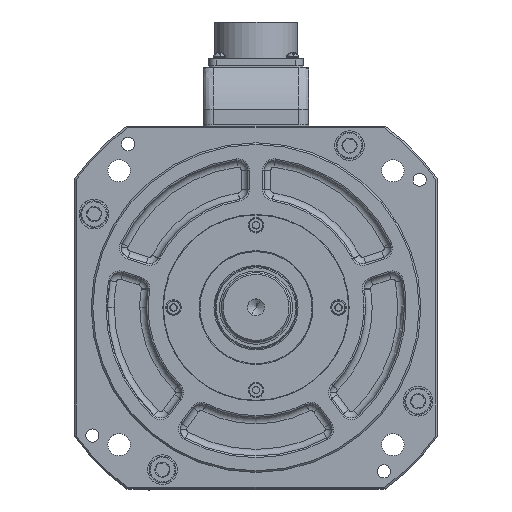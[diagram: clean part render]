
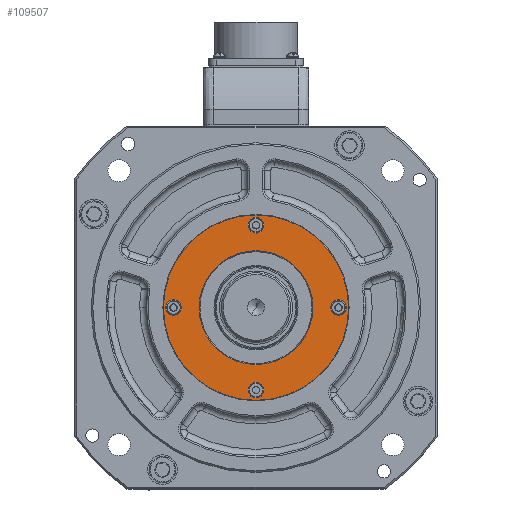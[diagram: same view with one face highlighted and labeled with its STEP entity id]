
A CAD part, top view. The second image highlights one B-rep face of the part: STEP entity #109507.
In plain terms, the highlighted planar face has unit normal (0, 0, 1).
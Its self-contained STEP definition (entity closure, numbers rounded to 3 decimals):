
#9539 = CARTESIAN_POINT ( 'NONE',  ( -34.546, 0., 26. ) ) ;
#9583 = CARTESIAN_POINT ( 'NONE',  ( 34.546, 0., 26. ) ) ;
#9607 = CARTESIAN_POINT ( 'NONE',  ( -54.75, 0., 26. ) ) ;
#9642 = CARTESIAN_POINT ( 'NONE',  ( 4.75, -50., 26. ) ) ;
#9648 = CARTESIAN_POINT ( 'NONE',  ( -56.2, 0., 26. ) ) ;
#9655 = CARTESIAN_POINT ( 'NONE',  ( -45.25, 0., 26. ) ) ;
#9659 = CARTESIAN_POINT ( 'NONE',  ( -4.75, 50., 26. ) ) ;
#9664 = CARTESIAN_POINT ( 'NONE',  ( 54.75, 0., 26. ) ) ;
#9688 = CARTESIAN_POINT ( 'NONE',  ( 4.75, 50., 26. ) ) ;
#9694 = CARTESIAN_POINT ( 'NONE',  ( 45.25, 0., 26. ) ) ;
#9730 = CARTESIAN_POINT ( 'NONE',  ( -4.75, -50., 26. ) ) ;
#23356 = EDGE_CURVE ( 'NONE', #51891, #54434, #28081, .T. ) ;
#23361 = EDGE_CURVE ( 'NONE', #51879, #51811, #28100, .T. ) ;
#23372 = EDGE_CURVE ( 'NONE', #51945, #51855, #28128, .T. ) ;
#23383 = EDGE_CURVE ( 'NONE', #51955, #51826, #28130, .T. ) ;
#23391 = EDGE_CURVE ( 'NONE', #51855, #51945, #28149, .T. ) ;
#23403 = EDGE_CURVE ( 'NONE', #51811, #51879, #28155, .T. ) ;
#23422 = EDGE_CURVE ( 'NONE', #51755, #51894, #28164, .T. ) ;
#23435 = EDGE_CURVE ( 'NONE', #51875, #51926, #28224, .T. ) ;
#23439 = EDGE_CURVE ( 'NONE', #51894, #51755, #28214, .T. ) ;
#23443 = EDGE_CURVE ( 'NONE', #54434, #51891, #28235, .T. ) ;
#23490 = EDGE_CURVE ( 'NONE', #51926, #51875, #27771, .T. ) ;
#23509 = EDGE_CURVE ( 'NONE', #51826, #51955, #27914, .T. ) ;
#27771 = CIRCLE ( 'NONE', #27772, 4.75 ) ;
#27772 = AXIS2_PLACEMENT_3D ( 'NONE', #74089, #74071, #74079 ) ;
#27914 = CIRCLE ( 'NONE', #27932, 4.75 ) ;
#27932 = AXIS2_PLACEMENT_3D ( 'NONE', #73223, #73215, #73174 ) ;
#28081 = CIRCLE ( 'NONE', #28083, 56.2 ) ;
#28083 = AXIS2_PLACEMENT_3D ( 'NONE', #123730, #123743, #123716 ) ;
#28100 = CIRCLE ( 'NONE', #28102, 4.75 ) ;
#28102 = AXIS2_PLACEMENT_3D ( 'NONE', #123707, #123720, #123708 ) ;
#28128 = CIRCLE ( 'NONE', #28129, 4.75 ) ;
#28129 = AXIS2_PLACEMENT_3D ( 'NONE', #123754, #123755, #123748 ) ;
#28130 = CIRCLE ( 'NONE', #28133, 4.75 ) ;
#28133 = AXIS2_PLACEMENT_3D ( 'NONE', #123776, #123781, #123774 ) ;
#28139 = AXIS2_PLACEMENT_3D ( 'NONE', #123751, #123769, #123779 ) ;
#28149 = CIRCLE ( 'NONE', #28139, 4.75 ) ;
#28155 = CIRCLE ( 'NONE', #28189, 4.75 ) ;
#28164 = CIRCLE ( 'NONE', #28169, 34.546 ) ;
#28169 = AXIS2_PLACEMENT_3D ( 'NONE', #123951, #123954, #124014 ) ;
#28189 = AXIS2_PLACEMENT_3D ( 'NONE', #123811, #123821, #123823 ) ;
#28194 = AXIS2_PLACEMENT_3D ( 'NONE', #73362, #73375, #73373 ) ;
#28199 = AXIS2_PLACEMENT_3D ( 'NONE', #124132, #124072, #124139 ) ;
#28213 = AXIS2_PLACEMENT_3D ( 'NONE', #124162, #124154, #124070 ) ;
#28214 = CIRCLE ( 'NONE', #28199, 34.546 ) ;
#28224 = CIRCLE ( 'NONE', #28213, 4.75 ) ;
#28235 = CIRCLE ( 'NONE', #28194, 56.2 ) ;
#51755 = VERTEX_POINT ( 'NONE', #9539 ) ;
#51811 = VERTEX_POINT ( 'NONE', #9655 ) ;
#51826 = VERTEX_POINT ( 'NONE', #9659 ) ;
#51855 = VERTEX_POINT ( 'NONE', #9642 ) ;
#51875 = VERTEX_POINT ( 'NONE', #9664 ) ;
#51879 = VERTEX_POINT ( 'NONE', #9607 ) ;
#51891 = VERTEX_POINT ( 'NONE', #9648 ) ;
#51894 = VERTEX_POINT ( 'NONE', #9583 ) ;
#51926 = VERTEX_POINT ( 'NONE', #9694 ) ;
#51945 = VERTEX_POINT ( 'NONE', #9730 ) ;
#51955 = VERTEX_POINT ( 'NONE', #9688 ) ;
#54434 = VERTEX_POINT ( 'NONE', #93191 ) ;
#65748 = EDGE_LOOP ( 'NONE', ( #117350, #117372 ) ) ;
#65754 = EDGE_LOOP ( 'NONE', ( #117407, #117389 ) ) ;
#65778 = EDGE_LOOP ( 'NONE', ( #117378, #117367 ) ) ;
#65794 = EDGE_LOOP ( 'NONE', ( #117358, #117425 ) ) ;
#65802 = EDGE_LOOP ( 'NONE', ( #117402, #117383 ) ) ;
#65834 = EDGE_LOOP ( 'NONE', ( #117391, #117426 ) ) ;
#73174 = DIRECTION ( 'NONE',  ( 1., 0., 0. ) ) ;
#73215 = DIRECTION ( 'NONE',  ( 0., 0., 1. ) ) ;
#73223 = CARTESIAN_POINT ( 'NONE',  ( 0., 50., 26. ) ) ;
#73362 = CARTESIAN_POINT ( 'NONE',  ( 0., 0., 26. ) ) ;
#73373 = DIRECTION ( 'NONE',  ( 1., 0., 0. ) ) ;
#73375 = DIRECTION ( 'NONE',  ( 0., 0., 1. ) ) ;
#74071 = DIRECTION ( 'NONE',  ( 0., 0., 1. ) ) ;
#74079 = DIRECTION ( 'NONE',  ( 1., 0., 0. ) ) ;
#74089 = CARTESIAN_POINT ( 'NONE',  ( 50., 0., 26. ) ) ;
#93191 = CARTESIAN_POINT ( 'NONE',  ( 56.2, 0., 26. ) ) ;
#102227 = AXIS2_PLACEMENT_3D ( 'NONE', #119259, #119295, #119230 ) ;
#109507 = ADVANCED_FACE ( 'NONE', ( #119149, #119195, #119168, #119203, #119206, #119207 ), #119157, .F. ) ;
#117350 = ORIENTED_EDGE ( 'NONE', *, *, #23391, .F. ) ;
#117358 = ORIENTED_EDGE ( 'NONE', *, *, #23383, .F. ) ;
#117367 = ORIENTED_EDGE ( 'NONE', *, *, #23490, .F. ) ;
#117372 = ORIENTED_EDGE ( 'NONE', *, *, #23372, .F. ) ;
#117378 = ORIENTED_EDGE ( 'NONE', *, *, #23435, .F. ) ;
#117383 = ORIENTED_EDGE ( 'NONE', *, *, #23361, .F. ) ;
#117389 = ORIENTED_EDGE ( 'NONE', *, *, #23443, .T. ) ;
#117391 = ORIENTED_EDGE ( 'NONE', *, *, #23439, .F. ) ;
#117402 = ORIENTED_EDGE ( 'NONE', *, *, #23403, .F. ) ;
#117407 = ORIENTED_EDGE ( 'NONE', *, *, #23356, .T. ) ;
#117425 = ORIENTED_EDGE ( 'NONE', *, *, #23509, .F. ) ;
#117426 = ORIENTED_EDGE ( 'NONE', *, *, #23422, .F. ) ;
#119149 = FACE_BOUND ( 'NONE', #65748, .T. ) ;
#119157 = PLANE ( 'NONE',  #102227 ) ;
#119168 = FACE_BOUND ( 'NONE', #65802, .T. ) ;
#119195 = FACE_BOUND ( 'NONE', #65778, .T. ) ;
#119203 = FACE_BOUND ( 'NONE', #65794, .T. ) ;
#119206 = FACE_BOUND ( 'NONE', #65834, .T. ) ;
#119207 = FACE_OUTER_BOUND ( 'NONE', #65754, .T. ) ;
#119230 = DIRECTION ( 'NONE',  ( -1., 0., 0. ) ) ;
#119259 = CARTESIAN_POINT ( 'NONE',  ( 0., 34.546, 26. ) ) ;
#119295 = DIRECTION ( 'NONE',  ( 0., 0., -1. ) ) ;
#123707 = CARTESIAN_POINT ( 'NONE',  ( -50., 0., 26. ) ) ;
#123708 = DIRECTION ( 'NONE',  ( 1., 0., 0. ) ) ;
#123716 = DIRECTION ( 'NONE',  ( 1., 0., 0. ) ) ;
#123720 = DIRECTION ( 'NONE',  ( 0., 0., 1. ) ) ;
#123730 = CARTESIAN_POINT ( 'NONE',  ( 0., 0., 26. ) ) ;
#123743 = DIRECTION ( 'NONE',  ( 0., 0., 1. ) ) ;
#123748 = DIRECTION ( 'NONE',  ( 1., 0., 0. ) ) ;
#123751 = CARTESIAN_POINT ( 'NONE',  ( 0., -50., 26. ) ) ;
#123754 = CARTESIAN_POINT ( 'NONE',  ( 0., -50., 26. ) ) ;
#123755 = DIRECTION ( 'NONE',  ( 0., 0., 1. ) ) ;
#123769 = DIRECTION ( 'NONE',  ( 0., 0., 1. ) ) ;
#123774 = DIRECTION ( 'NONE',  ( 1., 0., 0. ) ) ;
#123776 = CARTESIAN_POINT ( 'NONE',  ( 0., 50., 26. ) ) ;
#123779 = DIRECTION ( 'NONE',  ( 1., 0., 0. ) ) ;
#123781 = DIRECTION ( 'NONE',  ( 0., 0., 1. ) ) ;
#123811 = CARTESIAN_POINT ( 'NONE',  ( -50., 0., 26. ) ) ;
#123821 = DIRECTION ( 'NONE',  ( 0., 0., 1. ) ) ;
#123823 = DIRECTION ( 'NONE',  ( 1., 0., 0. ) ) ;
#123951 = CARTESIAN_POINT ( 'NONE',  ( 0., 0., 26. ) ) ;
#123954 = DIRECTION ( 'NONE',  ( 0., 0., 1. ) ) ;
#124014 = DIRECTION ( 'NONE',  ( 1., 0., 0. ) ) ;
#124070 = DIRECTION ( 'NONE',  ( 1., 0., 0. ) ) ;
#124072 = DIRECTION ( 'NONE',  ( 0., 0., 1. ) ) ;
#124132 = CARTESIAN_POINT ( 'NONE',  ( 0., 0., 26. ) ) ;
#124139 = DIRECTION ( 'NONE',  ( 1., 0., 0. ) ) ;
#124154 = DIRECTION ( 'NONE',  ( 0., 0., 1. ) ) ;
#124162 = CARTESIAN_POINT ( 'NONE',  ( 50., 0., 26. ) ) ;
